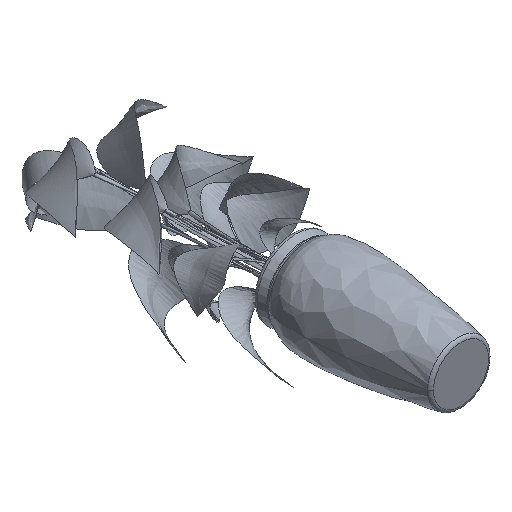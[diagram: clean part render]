
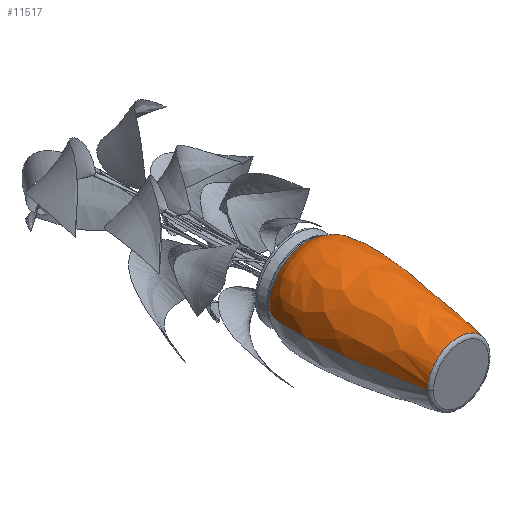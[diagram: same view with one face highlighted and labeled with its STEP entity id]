
A CAD part, isometric view. The second image highlights one B-rep face of the part: STEP entity #11517.
In plain terms, the highlighted free-form (B-spline) face has degree [3, 3] with [4, 4] control points.
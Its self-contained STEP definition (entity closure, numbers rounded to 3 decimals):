
#491 = CARTESIAN_POINT ( 'NONE',  ( 47.952, 118.738, 95.903 ) ) ;
#633 = EDGE_LOOP ( 'NONE', ( #4153, #14499, #4629, #7375 ) ) ;
#878 = FACE_OUTER_BOUND ( 'NONE', #633, .T. ) ;
#1476 = CARTESIAN_POINT ( 'NONE',  ( -26.35, 2.254, 0. ) ) ;
#1632 = DIRECTION ( 'NONE',  ( -1., 0., 0. ) ) ;
#1756 = EDGE_CURVE ( 'NONE', #16649, #13476, #4845, .T. ) ;
#1901 = VERTEX_POINT ( 'NONE', #8078 ) ;
#2204 = CARTESIAN_POINT ( 'NONE',  ( -35.018, 45.832, 0. ) ) ;
#2623 = EDGE_CURVE ( 'NONE', #10098, #16649, #17614, .T. ) ;
#3020 = CIRCLE ( 'NONE', #9461, 26.35 ) ;
#3274 =( BOUNDED_SURFACE ( )  B_SPLINE_SURFACE ( 3, 3, ( 
 ( #3847, #15610, #19178, #8991 ),
 ( #20907, #10720, #491, #12410 ),
 ( #2204, #14119, #3918, #15831 ),
 ( #5623, #17547, #7337, #19250 ) ),
 .UNSPECIFIED., .F., .F., .F. ) 
 B_SPLINE_SURFACE_WITH_KNOTS ( ( 4, 4 ),
 ( 4, 4 ),
 ( 0.028, 0.983 ),
 ( 0., 1. ),
 .UNSPECIFIED. ) 
 GEOMETRIC_REPRESENTATION_ITEM ( )  RATIONAL_B_SPLINE_SURFACE ( (
 ( 1., 0.333, 0.333, 1.),
 ( 1., 0.333, 0.333, 1.),
 ( 1., 0.333, 0.333, 1.),
 ( 1., 0.333, 0.333, 1.) ) ) 
 REPRESENTATION_ITEM ( '' )  SURFACE ( )  );
#3358 = CARTESIAN_POINT ( 'NONE',  ( 0., 131.337, 0. ) ) ;
#3847 = CARTESIAN_POINT ( 'NONE',  ( -32.7, 131.337, 0. ) ) ;
#3918 = CARTESIAN_POINT ( 'NONE',  ( 35.018, 45.832, 70.036 ) ) ;
#4082 = B_SPLINE_CURVE_WITH_KNOTS ( 'NONE', 3,
 ( #5888, #14462, #4262, #16175 ),
 .UNSPECIFIED., .F., .F.,
 ( 4, 4 ),
 ( 0.028, 0.983 ),
 .UNSPECIFIED. ) ;
#4153 = ORIENTED_EDGE ( 'NONE', *, *, #21784, .F. ) ;
#4262 = CARTESIAN_POINT ( 'NONE',  ( 35.018, 45.832, 0. ) ) ;
#4629 = ORIENTED_EDGE ( 'NONE', *, *, #1756, .T. ) ;
#4845 = B_SPLINE_CURVE_WITH_KNOTS ( 'NONE', 3,
 ( #13830, #21622, #17189, #1476 ),
 .UNSPECIFIED., .F., .F.,
 ( 4, 4 ),
 ( 0.028, 0.983 ),
 .UNSPECIFIED. ) ;
#5623 = CARTESIAN_POINT ( 'NONE',  ( -26.35, 2.254, 0. ) ) ;
#5888 = CARTESIAN_POINT ( 'NONE',  ( 32.7, 131.337, 0. ) ) ;
#6181 = CARTESIAN_POINT ( 'NONE',  ( -26.35, 2.254, 0. ) ) ;
#6519 = CARTESIAN_POINT ( 'NONE',  ( 0., 2.254, 0. ) ) ;
#7337 = CARTESIAN_POINT ( 'NONE',  ( 26.35, 2.254, 52.699 ) ) ;
#7375 = ORIENTED_EDGE ( 'NONE', *, *, #16762, .T. ) ;
#7586 = CARTESIAN_POINT ( 'NONE',  ( 32.7, 131.337, 0. ) ) ;
#8078 = CARTESIAN_POINT ( 'NONE',  ( 26.35, 2.254, 0. ) ) ;
#8233 = DIRECTION ( 'NONE',  ( -1., 0., 0. ) ) ;
#8991 = CARTESIAN_POINT ( 'NONE',  ( 32.7, 131.337, 0. ) ) ;
#9461 = AXIS2_PLACEMENT_3D ( 'NONE', #6519, #18431, #8233 ) ;
#10098 = VERTEX_POINT ( 'NONE', #7586 ) ;
#10229 = AXIS2_PLACEMENT_3D ( 'NONE', #3358, #13553, #1632 ) ;
#10720 = CARTESIAN_POINT ( 'NONE',  ( -47.952, 118.738, 95.903 ) ) ;
#11517 = ADVANCED_FACE ( 'NONE', ( #878 ), #3274, .T. ) ;
#12410 = CARTESIAN_POINT ( 'NONE',  ( 47.952, 118.738, 0. ) ) ;
#13297 = CARTESIAN_POINT ( 'NONE',  ( -32.7, 131.337, 0. ) ) ;
#13476 = VERTEX_POINT ( 'NONE', #6181 ) ;
#13553 = DIRECTION ( 'NONE',  ( 0., -1., 0. ) ) ;
#13830 = CARTESIAN_POINT ( 'NONE',  ( -32.7, 131.337, 0. ) ) ;
#14119 = CARTESIAN_POINT ( 'NONE',  ( -35.018, 45.832, 70.036 ) ) ;
#14462 = CARTESIAN_POINT ( 'NONE',  ( 47.952, 118.738, 0. ) ) ;
#14499 = ORIENTED_EDGE ( 'NONE', *, *, #2623, .T. ) ;
#15610 = CARTESIAN_POINT ( 'NONE',  ( -32.7, 131.337, 65.401 ) ) ;
#15831 = CARTESIAN_POINT ( 'NONE',  ( 35.018, 45.832, 0. ) ) ;
#16175 = CARTESIAN_POINT ( 'NONE',  ( 26.35, 2.254, 0. ) ) ;
#16649 = VERTEX_POINT ( 'NONE', #13297 ) ;
#16762 = EDGE_CURVE ( 'NONE', #13476, #1901, #3020, .T. ) ;
#17189 = CARTESIAN_POINT ( 'NONE',  ( -35.018, 45.832, 0. ) ) ;
#17547 = CARTESIAN_POINT ( 'NONE',  ( -26.35, 2.254, 52.699 ) ) ;
#17614 = CIRCLE ( 'NONE', #10229, 32.7 ) ;
#18431 = DIRECTION ( 'NONE',  ( 0., 1., 0. ) ) ;
#19178 = CARTESIAN_POINT ( 'NONE',  ( 32.7, 131.337, 65.401 ) ) ;
#19250 = CARTESIAN_POINT ( 'NONE',  ( 26.35, 2.254, 0. ) ) ;
#20907 = CARTESIAN_POINT ( 'NONE',  ( -47.952, 118.738, 0. ) ) ;
#21622 = CARTESIAN_POINT ( 'NONE',  ( -47.952, 118.738, 0. ) ) ;
#21784 = EDGE_CURVE ( 'NONE', #10098, #1901, #4082, .T. ) ;
